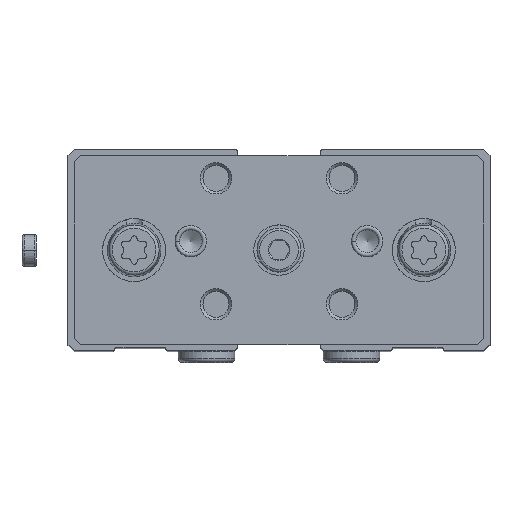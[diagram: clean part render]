
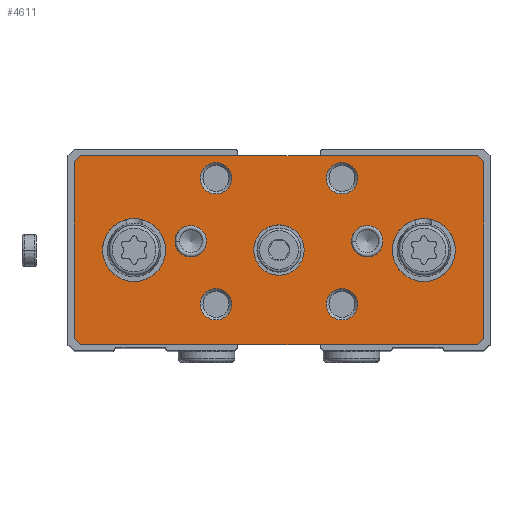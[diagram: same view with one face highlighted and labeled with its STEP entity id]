
A CAD part, top view. The second image highlights one B-rep face of the part: STEP entity #4611.
In plain terms, the highlighted face is planar.
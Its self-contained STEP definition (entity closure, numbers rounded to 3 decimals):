
#455=CIRCLE('',#5151,4.);
#456=CIRCLE('',#5152,5.);
#457=CIRCLE('',#5153,5.);
#458=CIRCLE('',#5154,2.5);
#459=CIRCLE('',#5155,2.5);
#460=CIRCLE('',#5156,2.5);
#461=CIRCLE('',#5157,2.5);
#462=CIRCLE('',#5158,2.5);
#463=CIRCLE('',#5159,2.5);
#1371=ORIENTED_EDGE('',*,*,#2210,.F.);
#1372=ORIENTED_EDGE('',*,*,#2211,.F.);
#1373=ORIENTED_EDGE('',*,*,#2212,.F.);
#1374=ORIENTED_EDGE('',*,*,#2213,.F.);
#1375=ORIENTED_EDGE('',*,*,#2214,.F.);
#1376=ORIENTED_EDGE('',*,*,#2215,.F.);
#1377=ORIENTED_EDGE('',*,*,#2216,.F.);
#1378=ORIENTED_EDGE('',*,*,#2217,.F.);
#1379=ORIENTED_EDGE('',*,*,#2218,.F.);
#1380=ORIENTED_EDGE('',*,*,#2177,.T.);
#1381=ORIENTED_EDGE('',*,*,#2181,.T.);
#1382=ORIENTED_EDGE('',*,*,#2184,.T.);
#1383=ORIENTED_EDGE('',*,*,#2187,.T.);
#1384=ORIENTED_EDGE('',*,*,#2190,.T.);
#1385=ORIENTED_EDGE('',*,*,#2193,.T.);
#1386=ORIENTED_EDGE('',*,*,#2198,.T.);
#1387=ORIENTED_EDGE('',*,*,#2201,.T.);
#2177=EDGE_CURVE('',#2692,#2693,#3043,.T.);
#2181=EDGE_CURVE('',#2693,#2696,#3047,.T.);
#2184=EDGE_CURVE('',#2696,#2698,#3050,.T.);
#2187=EDGE_CURVE('',#2698,#2700,#3053,.T.);
#2190=EDGE_CURVE('',#2700,#2702,#3056,.T.);
#2193=EDGE_CURVE('',#2702,#2704,#3059,.T.);
#2198=EDGE_CURVE('',#2704,#2708,#3062,.T.);
#2201=EDGE_CURVE('',#2708,#2692,#3065,.T.);
#2210=EDGE_CURVE('',#2717,#2717,#455,.T.);
#2211=EDGE_CURVE('',#2718,#2718,#456,.T.);
#2212=EDGE_CURVE('',#2719,#2719,#457,.T.);
#2213=EDGE_CURVE('',#2720,#2720,#458,.T.);
#2214=EDGE_CURVE('',#2721,#2721,#459,.T.);
#2215=EDGE_CURVE('',#2722,#2722,#460,.T.);
#2216=EDGE_CURVE('',#2723,#2723,#461,.T.);
#2217=EDGE_CURVE('',#2724,#2724,#462,.T.);
#2218=EDGE_CURVE('',#2725,#2725,#463,.T.);
#2692=VERTEX_POINT('',#7771);
#2693=VERTEX_POINT('',#7772);
#2696=VERTEX_POINT('',#7780);
#2698=VERTEX_POINT('',#7786);
#2700=VERTEX_POINT('',#7792);
#2702=VERTEX_POINT('',#7798);
#2704=VERTEX_POINT('',#7804);
#2708=VERTEX_POINT('',#7814);
#2717=VERTEX_POINT('',#7838);
#2718=VERTEX_POINT('',#7840);
#2719=VERTEX_POINT('',#7842);
#2720=VERTEX_POINT('',#7844);
#2721=VERTEX_POINT('',#7846);
#2722=VERTEX_POINT('',#7848);
#2723=VERTEX_POINT('',#7850);
#2724=VERTEX_POINT('',#7852);
#2725=VERTEX_POINT('',#7854);
#3043=LINE('',#7770,#3357);
#3047=LINE('',#7779,#3361);
#3050=LINE('',#7785,#3364);
#3053=LINE('',#7791,#3367);
#3056=LINE('',#7797,#3370);
#3059=LINE('',#7803,#3373);
#3062=LINE('',#7813,#3376);
#3065=LINE('',#7819,#3379);
#3357=VECTOR('',#6278,1000.);
#3361=VECTOR('',#6284,1000.);
#3364=VECTOR('',#6289,1000.);
#3367=VECTOR('',#6294,1000.);
#3370=VECTOR('',#6299,1000.);
#3373=VECTOR('',#6304,1000.);
#3376=VECTOR('',#6313,1000.);
#3379=VECTOR('',#6318,1000.);
#3716=EDGE_LOOP('',(#1371));
#3717=EDGE_LOOP('',(#1372));
#3718=EDGE_LOOP('',(#1373));
#3719=EDGE_LOOP('',(#1374));
#3720=EDGE_LOOP('',(#1375));
#3721=EDGE_LOOP('',(#1376));
#3722=EDGE_LOOP('',(#1377));
#3723=EDGE_LOOP('',(#1378));
#3724=EDGE_LOOP('',(#1379));
#3725=EDGE_LOOP('',(#1380,#1381,#1382,#1383,#1384,#1385,#1386,#1387));
#4143=FACE_BOUND('',#3716,.T.);
#4144=FACE_BOUND('',#3717,.T.);
#4145=FACE_BOUND('',#3718,.T.);
#4146=FACE_BOUND('',#3719,.T.);
#4147=FACE_BOUND('',#3720,.T.);
#4148=FACE_BOUND('',#3721,.T.);
#4149=FACE_BOUND('',#3722,.T.);
#4150=FACE_BOUND('',#3723,.T.);
#4151=FACE_BOUND('',#3724,.T.);
#4152=FACE_BOUND('',#3725,.T.);
#4395=PLANE('',#5150);
#4611=ADVANCED_FACE('',(#4143,#4144,#4145,#4146,#4147,#4148,#4149,#4150,
#4151,#4152),#4395,.T.);
#5150=AXIS2_PLACEMENT_3D('',#7836,#6336,#6337);
#5151=AXIS2_PLACEMENT_3D('',#7837,#6338,#6339);
#5152=AXIS2_PLACEMENT_3D('',#7839,#6340,#6341);
#5153=AXIS2_PLACEMENT_3D('',#7841,#6342,#6343);
#5154=AXIS2_PLACEMENT_3D('',#7843,#6344,#6345);
#5155=AXIS2_PLACEMENT_3D('',#7845,#6346,#6347);
#5156=AXIS2_PLACEMENT_3D('',#7847,#6348,#6349);
#5157=AXIS2_PLACEMENT_3D('',#7849,#6350,#6351);
#5158=AXIS2_PLACEMENT_3D('',#7851,#6352,#6353);
#5159=AXIS2_PLACEMENT_3D('',#7853,#6354,#6355);
#6278=DIRECTION('',(0.,-1.,0.));
#6284=DIRECTION('',(0.,-0.707,-0.707));
#6289=DIRECTION('',(0.,0.,-1.));
#6294=DIRECTION('',(0.,0.707,-0.707));
#6299=DIRECTION('',(0.,1.,0.));
#6304=DIRECTION('',(0.,0.707,0.707));
#6313=DIRECTION('',(0.,0.,1.));
#6318=DIRECTION('',(0.,-0.707,0.707));
#6336=DIRECTION('',(1.,0.,0.));
#6337=DIRECTION('',(0.,0.,-1.));
#6338=DIRECTION('',(1.,0.,0.));
#6339=DIRECTION('',(0.,1.,0.));
#6340=DIRECTION('',(1.,0.,0.));
#6341=DIRECTION('',(0.,0.,-1.));
#6342=DIRECTION('',(1.,0.,0.));
#6343=DIRECTION('',(0.,0.,-1.));
#6344=DIRECTION('',(1.,0.,0.));
#6345=DIRECTION('',(0.,0.,-1.));
#6346=DIRECTION('',(1.,0.,0.));
#6347=DIRECTION('',(0.,0.,-1.));
#6348=DIRECTION('',(1.,0.,0.));
#6349=DIRECTION('',(0.,0.,-1.));
#6350=DIRECTION('',(1.,0.,0.));
#6351=DIRECTION('',(0.,0.,-1.));
#6352=DIRECTION('',(1.,0.,0.));
#6353=DIRECTION('',(0.,0.,-1.));
#6354=DIRECTION('',(1.,0.,0.));
#6355=DIRECTION('',(0.,0.,-1.));
#7770=CARTESIAN_POINT('',(12.,14.,32.5));
#7771=CARTESIAN_POINT('',(12.,14.,32.5));
#7772=CARTESIAN_POINT('',(12.,-14.,32.5));
#7779=CARTESIAN_POINT('',(12.,-14.,32.5));
#7780=CARTESIAN_POINT('',(12.,-15.,31.5));
#7785=CARTESIAN_POINT('',(12.,-15.,31.5));
#7786=CARTESIAN_POINT('',(12.,-15.,-31.5));
#7791=CARTESIAN_POINT('',(12.,-15.,-31.5));
#7792=CARTESIAN_POINT('',(12.,-14.,-32.5));
#7797=CARTESIAN_POINT('',(12.,-14.,-32.5));
#7798=CARTESIAN_POINT('',(12.,14.,-32.5));
#7803=CARTESIAN_POINT('',(12.,14.,-32.5));
#7804=CARTESIAN_POINT('',(12.,15.,-31.5));
#7813=CARTESIAN_POINT('',(12.,15.,-31.5));
#7814=CARTESIAN_POINT('',(12.,15.,31.5));
#7819=CARTESIAN_POINT('',(12.,15.,31.5));
#7836=CARTESIAN_POINT('',(12.,0.,0.));
#7837=CARTESIAN_POINT('',(12.,0.,0.));
#7838=CARTESIAN_POINT('',(12.,4.,0.));
#7839=CARTESIAN_POINT('',(12.,0.,23.));
#7840=CARTESIAN_POINT('',(12.,0.,18.));
#7841=CARTESIAN_POINT('',(12.,0.,-23.));
#7842=CARTESIAN_POINT('',(12.,0.,-28.));
#7843=CARTESIAN_POINT('',(12.,1.4,14.));
#7844=CARTESIAN_POINT('',(12.,1.4,11.5));
#7845=CARTESIAN_POINT('',(12.,1.4,-14.));
#7846=CARTESIAN_POINT('',(12.,1.4,-16.5));
#7847=CARTESIAN_POINT('',(12.,11.4,-10.));
#7848=CARTESIAN_POINT('',(12.,11.4,-12.5));
#7849=CARTESIAN_POINT('',(12.,11.4,10.));
#7850=CARTESIAN_POINT('',(12.,11.4,7.5));
#7851=CARTESIAN_POINT('',(12.,-8.6,-10.));
#7852=CARTESIAN_POINT('',(12.,-8.6,-12.5));
#7853=CARTESIAN_POINT('',(12.,-8.6,10.));
#7854=CARTESIAN_POINT('',(12.,-8.6,7.5));
